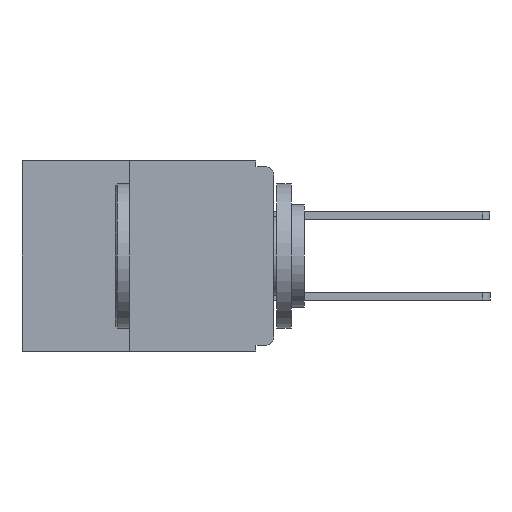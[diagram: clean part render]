
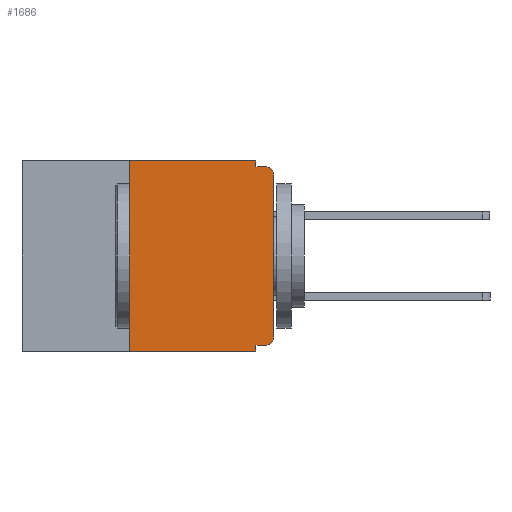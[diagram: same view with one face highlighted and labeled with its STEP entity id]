
A CAD part, left-side view. The second image highlights one B-rep face of the part: STEP entity #1686.
In plain terms, the highlighted planar face has unit normal (-1, 0, 0).
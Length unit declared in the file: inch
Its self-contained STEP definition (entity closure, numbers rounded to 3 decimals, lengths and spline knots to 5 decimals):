
#346 = ORIENTED_EDGE ( 'NONE', *, *, #13007, .F. ) ;
#1049 = VECTOR ( 'NONE', #10694, 39.37008 ) ;
#1485 = ORIENTED_EDGE ( 'NONE', *, *, #15852, .F. ) ;
#1686 = ADVANCED_FACE ( 'NONE', ( #6328 ), #8699, .F. ) ;
#1701 = EDGE_CURVE ( 'NONE', #25471, #23614, #20186, .T. ) ;
#1929 = ORIENTED_EDGE ( 'NONE', *, *, #33478, .T. ) ;
#2519 = DIRECTION ( 'NONE',  ( 0., 0., 1. ) ) ;
#2545 = DIRECTION ( 'NONE',  ( 1., 0., 0. ) ) ;
#2677 = AXIS2_PLACEMENT_3D ( 'NONE', #30033, #2545, #19939 ) ;
#2721 = ORIENTED_EDGE ( 'NONE', *, *, #1701, .F. ) ;
#2791 = ORIENTED_EDGE ( 'NONE', *, *, #13233, .F. ) ;
#3914 = EDGE_CURVE ( 'NONE', #21094, #28531, #8697, .T. ) ;
#4071 = ORIENTED_EDGE ( 'NONE', *, *, #22275, .T. ) ;
#4381 = VECTOR ( 'NONE', #4876, 39.37008 ) ;
#4488 = CARTESIAN_POINT ( 'NONE',  ( 0., 0., -0.32 ) ) ;
#4491 = EDGE_CURVE ( 'NONE', #32519, #23615, #11492, .T. ) ;
#4876 = DIRECTION ( 'NONE',  ( 0., 0., -1. ) ) ;
#5224 = CARTESIAN_POINT ( 'NONE',  ( 0., 0.031, 0. ) ) ;
#5226 = CARTESIAN_POINT ( 'NONE',  ( 0., 0.25, -0.33 ) ) ;
#5947 = CARTESIAN_POINT ( 'NONE',  ( 0., 0.031, -0.33 ) ) ;
#6245 = VECTOR ( 'NONE', #2519, 39.37008 ) ;
#6328 = FACE_OUTER_BOUND ( 'NONE', #19557, .T. ) ;
#7895 = CARTESIAN_POINT ( 'NONE',  ( 0., 0.031, -0.33 ) ) ;
#8079 = CARTESIAN_POINT ( 'NONE',  ( 0., 0., -0.305 ) ) ;
#8697 = CIRCLE ( 'NONE', #15806, 0.015 ) ;
#8699 = PLANE ( 'NONE',  #2677 ) ;
#9122 = LINE ( 'NONE', #28537, #1049 ) ;
#9937 = CARTESIAN_POINT ( 'NONE',  ( 0., 0., -0.025 ) ) ;
#10218 = VERTEX_POINT ( 'NONE', #8079 ) ;
#10411 = DIRECTION ( 'NONE',  ( -1., 0., 0. ) ) ;
#10542 = DIRECTION ( 'NONE',  ( 0., 0., 1. ) ) ;
#10694 = DIRECTION ( 'NONE',  ( 0., -1., 0. ) ) ;
#11492 = LINE ( 'NONE', #5224, #4381 ) ;
#11543 = CARTESIAN_POINT ( 'NONE',  ( 0., 0.015, -0.32 ) ) ;
#13007 = EDGE_CURVE ( 'NONE', #31950, #32519, #14737, .T. ) ;
#13195 = CARTESIAN_POINT ( 'NONE',  ( 0., 0.031, -0.01 ) ) ;
#13233 = EDGE_CURVE ( 'NONE', #13534, #25471, #27940, .T. ) ;
#13534 = VERTEX_POINT ( 'NONE', #11543 ) ;
#13643 = CIRCLE ( 'NONE', #21787, 0.015 ) ;
#13702 = LINE ( 'NONE', #33465, #19747 ) ;
#14062 = VECTOR ( 'NONE', #15367, 39.37008 ) ;
#14252 = DIRECTION ( 'NONE',  ( 0., -1., 0. ) ) ;
#14315 = VECTOR ( 'NONE', #20205, 39.37008 ) ;
#14737 = LINE ( 'NONE', #24569, #27566 ) ;
#15087 = CARTESIAN_POINT ( 'NONE',  ( 0., 0.015, -0.01 ) ) ;
#15237 = EDGE_CURVE ( 'NONE', #10218, #21094, #13702, .T. ) ;
#15367 = DIRECTION ( 'NONE',  ( 0., -1., 0. ) ) ;
#15806 = AXIS2_PLACEMENT_3D ( 'NONE', #19898, #19855, #19850 ) ;
#15852 = EDGE_CURVE ( 'NONE', #16473, #31950, #26908, .T. ) ;
#16473 = VERTEX_POINT ( 'NONE', #25585 ) ;
#19374 = VECTOR ( 'NONE', #21525, 39.37008 ) ;
#19557 = EDGE_LOOP ( 'NONE', ( #28409, #31759, #32402, #32433, #346, #1485, #1929, #2721, #2791, #4071 ) ) ;
#19747 = VECTOR ( 'NONE', #10542, 39.37008 ) ;
#19850 = DIRECTION ( 'NONE',  ( 0., 0., -1. ) ) ;
#19855 = DIRECTION ( 'NONE',  ( -1., 0., 0. ) ) ;
#19898 = CARTESIAN_POINT ( 'NONE',  ( 0., 0.015, -0.025 ) ) ;
#19939 = DIRECTION ( 'NONE',  ( 0., 0., -1. ) ) ;
#20186 = LINE ( 'NONE', #5947, #19374 ) ;
#20205 = DIRECTION ( 'NONE',  ( 0., 1., 0. ) ) ;
#20841 = CARTESIAN_POINT ( 'NONE',  ( 0., 0.031, 0. ) ) ;
#21094 = VERTEX_POINT ( 'NONE', #9937 ) ;
#21525 = DIRECTION ( 'NONE',  ( 0., 0., -1. ) ) ;
#21787 = AXIS2_PLACEMENT_3D ( 'NONE', #25817, #10411, #28382 ) ;
#22275 = EDGE_CURVE ( 'NONE', #13534, #10218, #13643, .T. ) ;
#23614 = VERTEX_POINT ( 'NONE', #7895 ) ;
#23615 = VERTEX_POINT ( 'NONE', #13195 ) ;
#24569 = CARTESIAN_POINT ( 'NONE',  ( 0., 0.437, 0. ) ) ;
#25471 = VERTEX_POINT ( 'NONE', #26590 ) ;
#25585 = CARTESIAN_POINT ( 'NONE',  ( 0., 0.25, -0.33 ) ) ;
#25817 = CARTESIAN_POINT ( 'NONE',  ( 0., 0.015, -0.305 ) ) ;
#25955 = EDGE_CURVE ( 'NONE', #23615, #28531, #9122, .T. ) ;
#26128 = CARTESIAN_POINT ( 'NONE',  ( 0., 0.25, 0. ) ) ;
#26590 = CARTESIAN_POINT ( 'NONE',  ( 0., 0.031, -0.32 ) ) ;
#26908 = LINE ( 'NONE', #5226, #6245 ) ;
#27566 = VECTOR ( 'NONE', #14252, 39.37008 ) ;
#27701 = LINE ( 'NONE', #30501, #14062 ) ;
#27940 = LINE ( 'NONE', #4488, #14315 ) ;
#28382 = DIRECTION ( 'NONE',  ( 0., 0., -1. ) ) ;
#28409 = ORIENTED_EDGE ( 'NONE', *, *, #15237, .T. ) ;
#28531 = VERTEX_POINT ( 'NONE', #15087 ) ;
#28537 = CARTESIAN_POINT ( 'NONE',  ( 0., 0., -0.01 ) ) ;
#30033 = CARTESIAN_POINT ( 'NONE',  ( 0., 0.437, 0. ) ) ;
#30501 = CARTESIAN_POINT ( 'NONE',  ( 0., 0.437, -0.33 ) ) ;
#31759 = ORIENTED_EDGE ( 'NONE', *, *, #3914, .T. ) ;
#31950 = VERTEX_POINT ( 'NONE', #26128 ) ;
#32402 = ORIENTED_EDGE ( 'NONE', *, *, #25955, .F. ) ;
#32433 = ORIENTED_EDGE ( 'NONE', *, *, #4491, .F. ) ;
#32519 = VERTEX_POINT ( 'NONE', #20841 ) ;
#33465 = CARTESIAN_POINT ( 'NONE',  ( 0., 0., 0. ) ) ;
#33478 = EDGE_CURVE ( 'NONE', #16473, #23614, #27701, .T. ) ;
